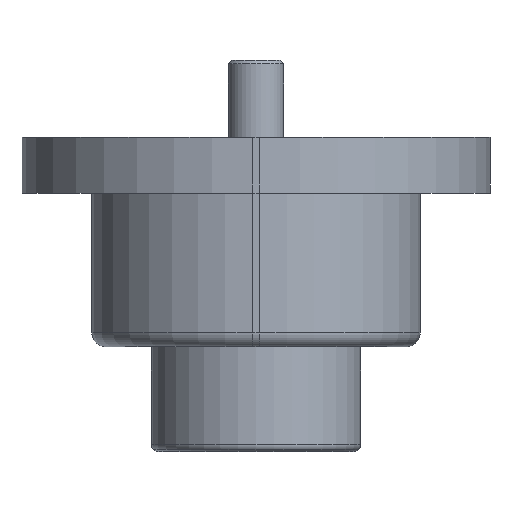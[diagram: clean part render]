
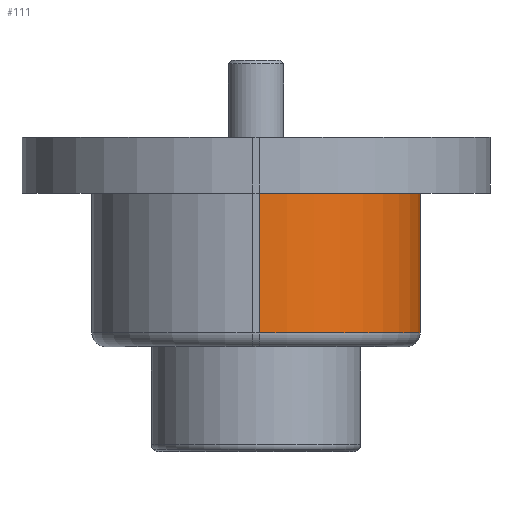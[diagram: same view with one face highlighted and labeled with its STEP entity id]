
A CAD part, left-side view. The second image highlights one B-rep face of the part: STEP entity #111.
In plain terms, the highlighted cylindrical face has radius 2.3 mm (diameter 4.6 mm), a partial arc.
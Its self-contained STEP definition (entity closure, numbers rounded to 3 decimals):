
#50 = DIRECTION ( 'NONE',  ( 0., 0., -1. ) ) ;
#68 = CIRCLE ( 'NONE', #479, 2.3 ) ;
#93 = CARTESIAN_POINT ( 'NONE',  ( -6.325, 12.65, 32.2 ) ) ;
#111 = ADVANCED_FACE ( 'NONE', ( #3646 ), #3329, .T. ) ;
#310 = VERTEX_POINT ( 'NONE', #3757 ) ;
#321 = VERTEX_POINT ( 'NONE', #3535 ) ;
#479 = AXIS2_PLACEMENT_3D ( 'NONE', #3412, #3351, #3314 ) ;
#556 = CARTESIAN_POINT ( 'NONE',  ( -6.325, 12.65, 32.2 ) ) ;
#561 = EDGE_CURVE ( 'NONE', #953, #321, #68, .T. ) ;
#627 = DIRECTION ( 'NONE',  ( 0., 0., 1. ) ) ;
#870 = VECTOR ( 'NONE', #1780, 1000. ) ;
#953 = VERTEX_POINT ( 'NONE', #93 ) ;
#1160 = VECTOR ( 'NONE', #627, 1000. ) ;
#1204 = ORIENTED_EDGE ( 'NONE', *, *, #2358, .T. ) ;
#1222 = VERTEX_POINT ( 'NONE', #3059 ) ;
#1450 = CARTESIAN_POINT ( 'NONE',  ( -6.325, 14.95, 30.2 ) ) ;
#1566 = DIRECTION ( 'NONE',  ( 0., -1., 0. ) ) ;
#1579 = EDGE_CURVE ( 'NONE', #1222, #321, #2167, .T. ) ;
#1651 = CARTESIAN_POINT ( 'NONE',  ( -6.325, 14.95, 32.24 ) ) ;
#1735 = ORIENTED_EDGE ( 'NONE', *, *, #1579, .F. ) ;
#1780 = DIRECTION ( 'NONE',  ( 0., 0., -1. ) ) ;
#1788 = EDGE_LOOP ( 'NONE', ( #3078, #3240, #1735, #1204 ) ) ;
#2121 = AXIS2_PLACEMENT_3D ( 'NONE', #1450, #2734, #3876 ) ;
#2167 = LINE ( 'NONE', #3396, #1160 ) ;
#2358 = EDGE_CURVE ( 'NONE', #1222, #310, #3803, .T. ) ;
#2380 = EDGE_CURVE ( 'NONE', #953, #310, #3335, .T. ) ;
#2734 = DIRECTION ( 'NONE',  ( 0., 0., 1. ) ) ;
#3059 = CARTESIAN_POINT ( 'NONE',  ( -8.625, 14.95, 30.2 ) ) ;
#3078 = ORIENTED_EDGE ( 'NONE', *, *, #2380, .F. ) ;
#3240 = ORIENTED_EDGE ( 'NONE', *, *, #561, .T. ) ;
#3293 = AXIS2_PLACEMENT_3D ( 'NONE', #1651, #50, #1566 ) ;
#3314 = DIRECTION ( 'NONE',  ( 0., -1., 0. ) ) ;
#3329 = CYLINDRICAL_SURFACE ( 'NONE', #3293, 2.3 ) ;
#3335 = LINE ( 'NONE', #556, #870 ) ;
#3351 = DIRECTION ( 'NONE',  ( 0., 0., -1. ) ) ;
#3396 = CARTESIAN_POINT ( 'NONE',  ( -8.625, 14.95, 30.2 ) ) ;
#3412 = CARTESIAN_POINT ( 'NONE',  ( -6.325, 14.95, 32.2 ) ) ;
#3535 = CARTESIAN_POINT ( 'NONE',  ( -8.625, 14.95, 32.2 ) ) ;
#3646 = FACE_OUTER_BOUND ( 'NONE', #1788, .T. ) ;
#3757 = CARTESIAN_POINT ( 'NONE',  ( -6.325, 12.65, 30.2 ) ) ;
#3803 = CIRCLE ( 'NONE', #2121, 2.3 ) ;
#3876 = DIRECTION ( 'NONE',  ( -1., 0., 0. ) ) ;
